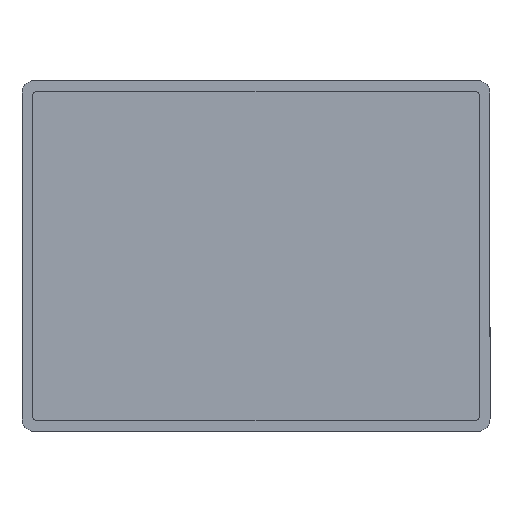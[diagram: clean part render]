
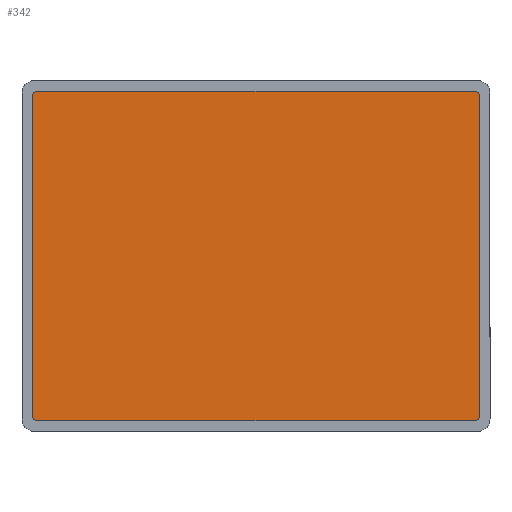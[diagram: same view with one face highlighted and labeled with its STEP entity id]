
A CAD part, front view. The second image highlights one B-rep face of the part: STEP entity #342.
In plain terms, the highlighted planar face has unit normal (0, -1, 0).
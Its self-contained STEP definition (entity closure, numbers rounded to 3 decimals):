
#91 = ORIENTED_EDGE ( 'NONE', *, *, #4931, .F. ) ;
#138 = CARTESIAN_POINT ( 'NONE',  ( -373., 0., -282. ) ) ;
#342 = ADVANCED_FACE ( 'NONE', ( #8069 ), #6386, .F. ) ;
#508 = EDGE_CURVE ( 'NONE', #17744, #12089, #12098, .T. ) ;
#813 = CARTESIAN_POINT ( 'NONE',  ( -373., 0., 282. ) ) ;
#1359 = VERTEX_POINT ( 'NONE', #1455 ) ;
#1455 = CARTESIAN_POINT ( 'NONE',  ( 373., 0., -282. ) ) ;
#2033 = ORIENTED_EDGE ( 'NONE', *, *, #13218, .F. ) ;
#2540 = EDGE_LOOP ( 'NONE', ( #4076, #6905, #5850, #11722, #91, #2033, #5750, #18251 ) ) ;
#2680 = AXIS2_PLACEMENT_3D ( 'NONE', #18073, #13772, #7520 ) ;
#3109 = CIRCLE ( 'NONE', #17743, 9. ) ;
#3820 = AXIS2_PLACEMENT_3D ( 'NONE', #6580, #6485, #12643 ) ;
#4076 = ORIENTED_EDGE ( 'NONE', *, *, #18584, .F. ) ;
#4281 = EDGE_CURVE ( 'NONE', #6244, #1359, #9335, .T. ) ;
#4442 = VECTOR ( 'NONE', #18040, 1000. ) ;
#4687 = DIRECTION ( 'NONE',  ( 0., 1., 0. ) ) ;
#4931 = EDGE_CURVE ( 'NONE', #17432, #16261, #17617, .T. ) ;
#5293 = VECTOR ( 'NONE', #6085, 1000. ) ;
#5750 = ORIENTED_EDGE ( 'NONE', *, *, #508, .F. ) ;
#5850 = ORIENTED_EDGE ( 'NONE', *, *, #4281, .F. ) ;
#5894 = LINE ( 'NONE', #15150, #4442 ) ;
#6040 = CARTESIAN_POINT ( 'NONE',  ( -382., 0., 273. ) ) ;
#6085 = DIRECTION ( 'NONE',  ( 0., 0., 1. ) ) ;
#6244 = VERTEX_POINT ( 'NONE', #7811 ) ;
#6386 = PLANE ( 'NONE',  #3820 ) ;
#6485 = DIRECTION ( 'NONE',  ( 0., 1., 0. ) ) ;
#6580 = CARTESIAN_POINT ( 'NONE',  ( -373., 0., -273. ) ) ;
#6642 = CARTESIAN_POINT ( 'NONE',  ( 373., 0., 282. ) ) ;
#6905 = ORIENTED_EDGE ( 'NONE', *, *, #18302, .F. ) ;
#7520 = DIRECTION ( 'NONE',  ( 0., 0., 1. ) ) ;
#7811 = CARTESIAN_POINT ( 'NONE',  ( 382., 0., -273. ) ) ;
#8047 = VECTOR ( 'NONE', #9578, 1000. ) ;
#8069 = FACE_OUTER_BOUND ( 'NONE', #2540, .T. ) ;
#8170 = DIRECTION ( 'NONE',  ( 0., 1., 0. ) ) ;
#8427 = DIRECTION ( 'NONE',  ( 0., 0., -1. ) ) ;
#8477 = CARTESIAN_POINT ( 'NONE',  ( -382., 0., -273. ) ) ;
#8523 = LINE ( 'NONE', #13004, #17310 ) ;
#8980 = DIRECTION ( 'NONE',  ( 0., 0., 1. ) ) ;
#9033 = VERTEX_POINT ( 'NONE', #138 ) ;
#9335 = CIRCLE ( 'NONE', #11232, 9. ) ;
#9578 = DIRECTION ( 'NONE',  ( -1., 0., 0. ) ) ;
#9640 = EDGE_CURVE ( 'NONE', #16261, #6244, #8523, .T. ) ;
#10369 = CARTESIAN_POINT ( 'NONE',  ( -382., 0., 273. ) ) ;
#10442 = VERTEX_POINT ( 'NONE', #8477 ) ;
#10510 = CARTESIAN_POINT ( 'NONE',  ( 373., 0., -273. ) ) ;
#11232 = AXIS2_PLACEMENT_3D ( 'NONE', #10510, #13593, #18085 ) ;
#11722 = ORIENTED_EDGE ( 'NONE', *, *, #9640, .F. ) ;
#11828 = EDGE_CURVE ( 'NONE', #10442, #17744, #18139, .T. ) ;
#12089 = VERTEX_POINT ( 'NONE', #813 ) ;
#12098 = CIRCLE ( 'NONE', #14643, 9. ) ;
#12643 = DIRECTION ( 'NONE',  ( 0., 0., 1. ) ) ;
#12656 = CARTESIAN_POINT ( 'NONE',  ( -373., 0., -282. ) ) ;
#13004 = CARTESIAN_POINT ( 'NONE',  ( 382., 0., 273. ) ) ;
#13218 = EDGE_CURVE ( 'NONE', #12089, #17432, #5894, .T. ) ;
#13593 = DIRECTION ( 'NONE',  ( 0., 1., 0. ) ) ;
#13772 = DIRECTION ( 'NONE',  ( 0., 1., 0. ) ) ;
#14235 = DIRECTION ( 'NONE',  ( 0., 0., 1. ) ) ;
#14643 = AXIS2_PLACEMENT_3D ( 'NONE', #15739, #8170, #14235 ) ;
#14957 = CARTESIAN_POINT ( 'NONE',  ( -373., 0., -273. ) ) ;
#15150 = CARTESIAN_POINT ( 'NONE',  ( -373., 0., 282. ) ) ;
#15739 = CARTESIAN_POINT ( 'NONE',  ( -373., 0., 273. ) ) ;
#16261 = VERTEX_POINT ( 'NONE', #18685 ) ;
#17310 = VECTOR ( 'NONE', #8427, 1000. ) ;
#17432 = VERTEX_POINT ( 'NONE', #6642 ) ;
#17617 = CIRCLE ( 'NONE', #2680, 9. ) ;
#17743 = AXIS2_PLACEMENT_3D ( 'NONE', #14957, #4687, #8980 ) ;
#17744 = VERTEX_POINT ( 'NONE', #6040 ) ;
#18040 = DIRECTION ( 'NONE',  ( 1., 0., 0. ) ) ;
#18073 = CARTESIAN_POINT ( 'NONE',  ( 373., 0., 273. ) ) ;
#18085 = DIRECTION ( 'NONE',  ( 0., 0., 1. ) ) ;
#18139 = LINE ( 'NONE', #10369, #5293 ) ;
#18251 = ORIENTED_EDGE ( 'NONE', *, *, #11828, .F. ) ;
#18302 = EDGE_CURVE ( 'NONE', #1359, #9033, #18943, .T. ) ;
#18584 = EDGE_CURVE ( 'NONE', #9033, #10442, #3109, .T. ) ;
#18685 = CARTESIAN_POINT ( 'NONE',  ( 382., 0., 273. ) ) ;
#18943 = LINE ( 'NONE', #12656, #8047 ) ;
